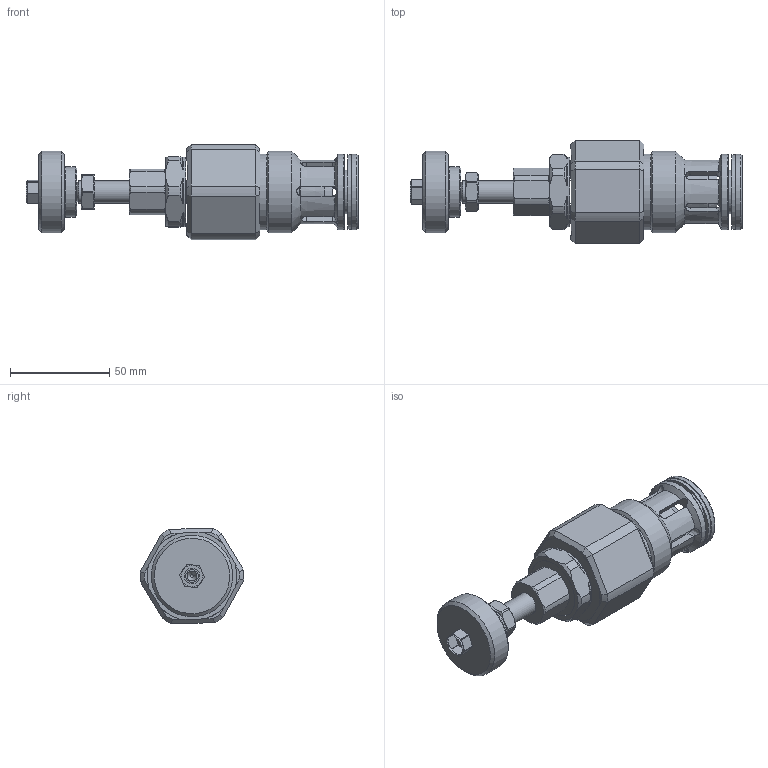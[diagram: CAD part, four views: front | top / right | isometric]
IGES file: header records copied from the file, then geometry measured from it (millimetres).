
Global section: file name: No Iges File Name specified; native system: Autodesk Inventor 2012; preprocessor: AutoDesk Inventor Iges Exporter R2012; author: JGroves; date: 20160308.135529; units: inch
Bounding box: 167.52 x 52.32 x 48.02 mm (x, y, z)
Surface area: 32308.1 mm2 (no closed solid volume)
Topology: 0 solids, 0 shells, 198 faces, 1058 edges, 1019 vertices
Faces by surface type: revolution 120, plane 78
